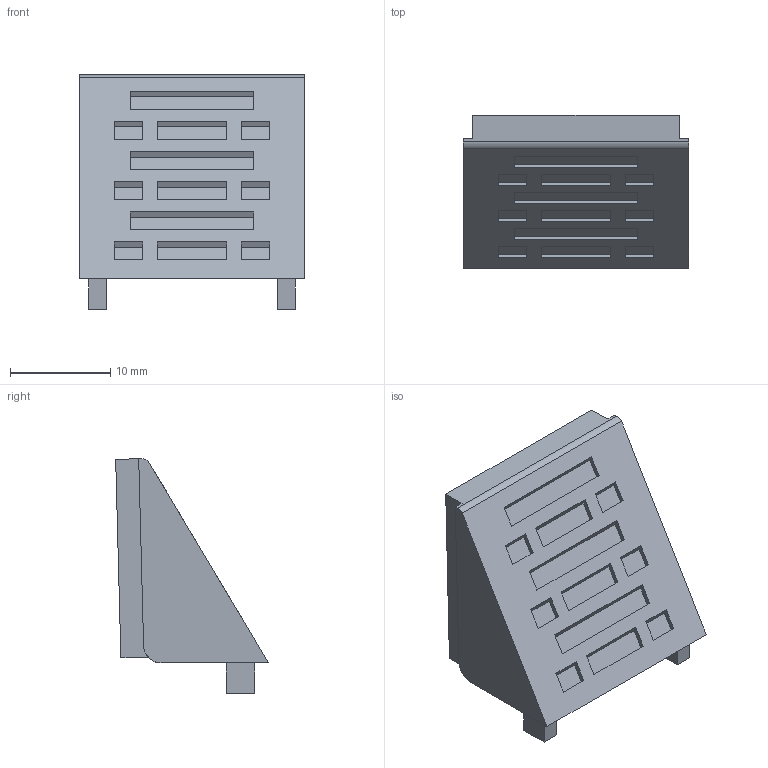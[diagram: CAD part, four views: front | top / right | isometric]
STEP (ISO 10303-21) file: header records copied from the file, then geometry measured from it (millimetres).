
FILE_DESCRIPTION(('CATIA V5R24 STEP','CAx-IF Rec.Pracs.--- Model Styling and Organization---1.2---2011-12-15'),'2;1');
FILE_NAME ('11928196_3', '2018-03-09T09:52:41+00:00', ('Weidmueller Interface'), ('Weidmueller'), 'CATIA Version 5-6 Release 2014 SP4', 'CATIA V5 STEP AP214', 'none');
FILE_SCHEMA(('AUTOMOTIVE_DESIGN { 1 0 10303 214 1 1 1 1 }'));
Length unit declared in the file: millimetre
Products named in the file (1): 1221310000
Bounding box: 22.5 x 15.24 x 23.43 mm (x, y, z)
Volume: 1402.3 mm3; surface area: 2758.9 mm2
Topology: 1 solids, 1 shells, 100 faces, 274 edges, 188 vertices
Faces by surface type: plane 96, extrusion 2, cylinder 2
Entity records: 3056 total; most frequent: CARTESIAN_POINT 590, ORIENTED_EDGE 548, DIRECTION 359, EDGE_CURVE 274, VECTOR 246, LINE 244, VERTEX_POINT 188, EDGE_LOOP 112
